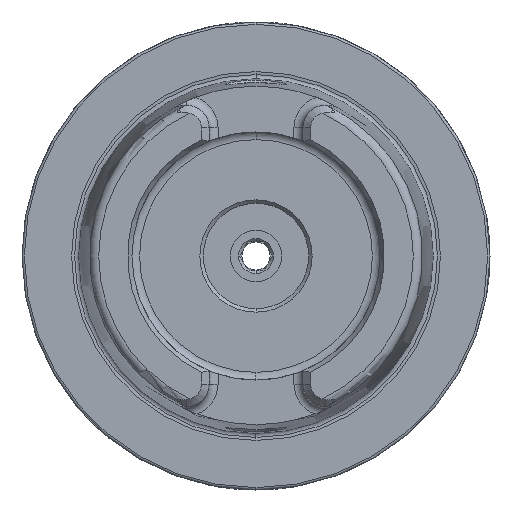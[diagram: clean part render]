
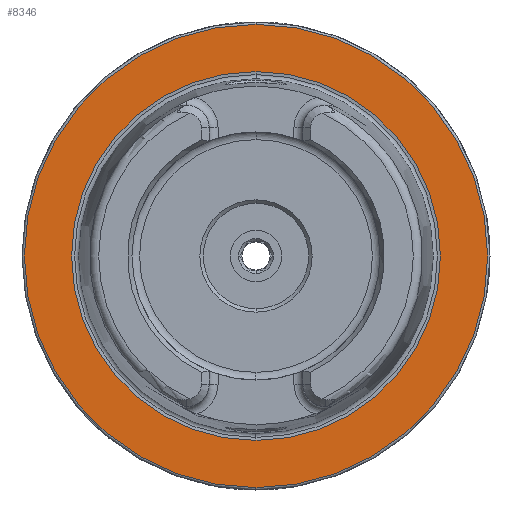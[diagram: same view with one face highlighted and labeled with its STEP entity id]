
A CAD part, left-side view. The second image highlights one B-rep face of the part: STEP entity #8346.
In plain terms, the highlighted planar face has unit normal (-1, 0, 0).
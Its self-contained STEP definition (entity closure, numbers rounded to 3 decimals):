
#203 = VERTEX_POINT ( 'NONE', #6007 ) ;
#999 = DIRECTION ( 'NONE',  ( 0., 0., 1. ) ) ;
#1004 = DIRECTION ( 'NONE',  ( -1., 0., 0. ) ) ;
#1010 = CIRCLE ( 'NONE', #6884, 39.405 ) ;
#1021 = CARTESIAN_POINT ( 'NONE',  ( 0., 0., 0. ) ) ;
#1030 = EDGE_CURVE ( 'NONE', #203, #5878, #1664, .T. ) ;
#1065 = EDGE_CURVE ( 'NONE', #8386, #5036, #1495, .T. ) ;
#1088 = CARTESIAN_POINT ( 'NONE',  ( 0., 0., 49.5 ) ) ;
#1154 = EDGE_LOOP ( 'NONE', ( #3806, #3928 ) ) ;
#1271 = EDGE_CURVE ( 'NONE', #5036, #8386, #1010, .T. ) ;
#1495 = CIRCLE ( 'NONE', #8349, 39.405 ) ;
#1610 = EDGE_LOOP ( 'NONE', ( #3972, #4029 ) ) ;
#1664 = CIRCLE ( 'NONE', #8784, 49.5 ) ;
#2772 = EDGE_CURVE ( 'NONE', #5878, #203, #8785, .T. ) ;
#3806 = ORIENTED_EDGE ( 'NONE', *, *, #1065, .F. ) ;
#3851 = DIRECTION ( 'NONE',  ( 0., 0., 1. ) ) ;
#3853 = DIRECTION ( 'NONE',  ( -1., 0., 0. ) ) ;
#3857 = CARTESIAN_POINT ( 'NONE',  ( 0., 0., 0. ) ) ;
#3928 = ORIENTED_EDGE ( 'NONE', *, *, #1271, .F. ) ;
#3972 = ORIENTED_EDGE ( 'NONE', *, *, #2772, .T. ) ;
#4029 = ORIENTED_EDGE ( 'NONE', *, *, #1030, .T. ) ;
#4740 = CARTESIAN_POINT ( 'NONE',  ( 0., 0., -39.405 ) ) ;
#5036 = VERTEX_POINT ( 'NONE', #4740 ) ;
#5769 = CARTESIAN_POINT ( 'NONE',  ( 0., 0., 0. ) ) ;
#5842 = DIRECTION ( 'NONE',  ( -1., 0., 0. ) ) ;
#5878 = VERTEX_POINT ( 'NONE', #1088 ) ;
#5915 = DIRECTION ( 'NONE',  ( 0., 0., 1. ) ) ;
#5953 = AXIS2_PLACEMENT_3D ( 'NONE', #8449, #8206, #8169 ) ;
#5972 = AXIS2_PLACEMENT_3D ( 'NONE', #3857, #3853, #3851 ) ;
#6007 = CARTESIAN_POINT ( 'NONE',  ( 0., 0., -49.5 ) ) ;
#6257 = CARTESIAN_POINT ( 'NONE',  ( 0., 0., 0. ) ) ;
#6337 = DIRECTION ( 'NONE',  ( 0., 0., 1. ) ) ;
#6373 = DIRECTION ( 'NONE',  ( -1., 0., 0. ) ) ;
#6884 = AXIS2_PLACEMENT_3D ( 'NONE', #1021, #1004, #999 ) ;
#7816 = FACE_BOUND ( 'NONE', #1154, .T. ) ;
#7844 = FACE_OUTER_BOUND ( 'NONE', #1610, .T. ) ;
#8004 = CARTESIAN_POINT ( 'NONE',  ( 0., 0., 39.405 ) ) ;
#8169 = DIRECTION ( 'NONE',  ( 0., 0., -1. ) ) ;
#8206 = DIRECTION ( 'NONE',  ( 1., 0., 0. ) ) ;
#8274 = PLANE ( 'NONE',  #5953 ) ;
#8346 = ADVANCED_FACE ( 'NONE', ( #7816, #7844 ), #8274, .F. ) ;
#8349 = AXIS2_PLACEMENT_3D ( 'NONE', #6257, #6373, #6337 ) ;
#8386 = VERTEX_POINT ( 'NONE', #8004 ) ;
#8449 = CARTESIAN_POINT ( 'NONE',  ( 0., 49.5, 0. ) ) ;
#8784 = AXIS2_PLACEMENT_3D ( 'NONE', #5769, #5842, #5915 ) ;
#8785 = CIRCLE ( 'NONE', #5972, 49.5 ) ;
